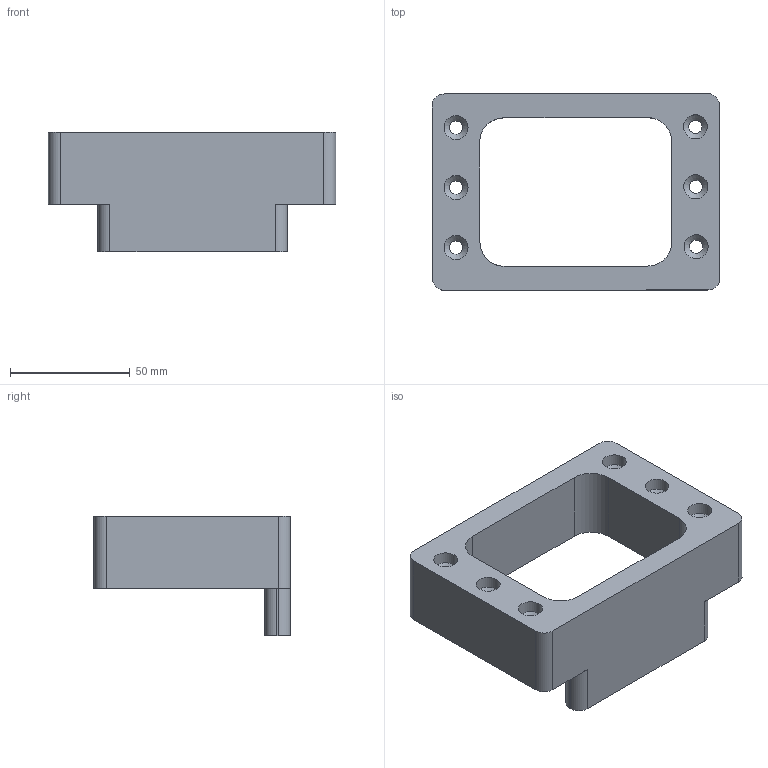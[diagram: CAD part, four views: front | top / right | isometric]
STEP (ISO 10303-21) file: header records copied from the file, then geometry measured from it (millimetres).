
FILE_DESCRIPTION(/* description */ ('STEP AP242','CAx-IF Rec.Pracs.---Representation and Presentation of Product Manufacturing Information (PMI)---4.0---2014-10-13','CAx-IF Rec.Pracs.---3D Tessellated Geometry---0.4---2014-09-14','2;1'),/* implementation_level */ '2;1');
FILE_NAME(/* name */ '678730ba1ccf823774cd1272',/* time_stamp */ '2025-01-15T03:51:22Z',/* author */ (''),/* organization */ (''),/* preprocessor_version */ 'ST-DEVELOPER v20',/* originating_system */ 'ONSHAPE BY PTC INC, 1.192',/* authorisation */ ' ');
FILE_SCHEMA (('AP242_MANAGED_MODEL_BASED_3D_ENGINEERING_MIM_LF { 1 0 10303 442 1 1 4 }'));
Length unit declared in the file: metre
Products named in the file (1): Part 7
Bounding box: 119.98 x 82.06 x 50.02 mm (x, y, z)
Volume: 157211.2 mm3; surface area: 36288.2 mm2
Topology: 1 solids, 1 shells, 43 faces, 122 edges, 80 vertices
Faces by surface type: cylinder 24, plane 13, cone 6
Full cylindrical faces by diameter (mm): 5.5 x6, 10 x6
Entity records: 1321 total; most frequent: DIRECTION 237, CARTESIAN_POINT 216, ORIENTED_EDGE 196, EDGE_CURVE 98, AXIS2_PLACEMENT_3D 95, VERTEX_POINT 74, EDGE_LOOP 74, FACE_BOUND 74
